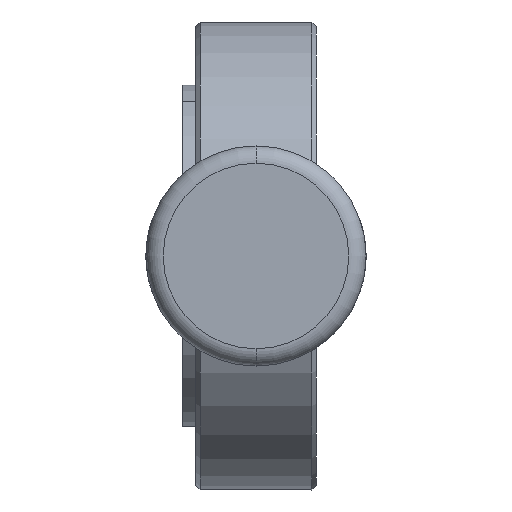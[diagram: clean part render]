
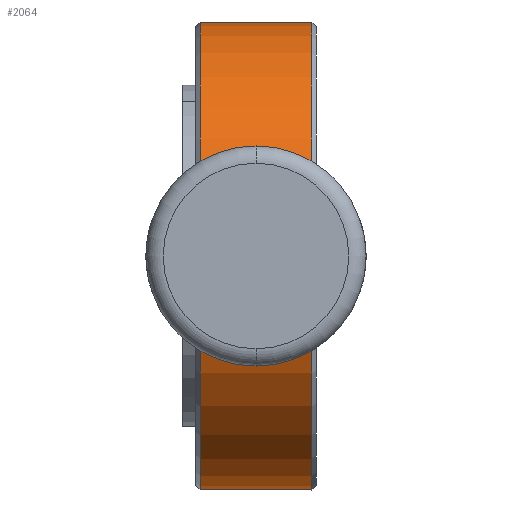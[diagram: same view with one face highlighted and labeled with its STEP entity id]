
A CAD part, front view. The second image highlights one B-rep face of the part: STEP entity #2064.
In plain terms, the highlighted cylindrical face has radius 13.5 mm (diameter 27 mm), a partial arc.
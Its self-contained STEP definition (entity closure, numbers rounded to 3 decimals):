
#32 = CARTESIAN_POINT ( 'NONE',  ( 5.704, -9.565, -30.259 ) ) ;
#42 = CARTESIAN_POINT ( 'NONE',  ( 7.885, -9.474, -28.585 ) ) ;
#88 = CARTESIAN_POINT ( 'NONE',  ( 5.704, -9.565, -30.151 ) ) ;
#108 = DIRECTION ( 'NONE',  ( 0., 0., 1. ) ) ;
#143 = CIRCLE ( 'NONE', #2602, 13.5 ) ;
#151 = LINE ( 'NONE', #189, #3524 ) ;
#175 = ORIENTED_EDGE ( 'NONE', *, *, #1533, .T. ) ;
#189 = CARTESIAN_POINT ( 'NONE',  ( 3.874, 3.935, -43.651 ) ) ;
#241 = EDGE_CURVE ( 'NONE', #949, #3542, #143, .T. ) ;
#303 = CARTESIAN_POINT ( 'NONE',  ( 7.569, -9.465, -28.511 ) ) ;
#320 = CARTESIAN_POINT ( 'NONE',  ( 7.138, -9.465, -31.79 ) ) ;
#399 = DIRECTION ( 'NONE',  ( 0., 0., 1. ) ) ;
#502 = VECTOR ( 'NONE', #793, 1000. ) ;
#592 = EDGE_CURVE ( 'NONE', #2456, #3416, #2698, .T. ) ;
#624 = CARTESIAN_POINT ( 'NONE',  ( 6.926, -9.47, -28.554 ) ) ;
#628 = CARTESIAN_POINT ( 'NONE',  ( 5.715, -9.563, -30.369 ) ) ;
#639 = FACE_OUTER_BOUND ( 'NONE', #3809, .T. ) ;
#656 = CARTESIAN_POINT ( 'NONE',  ( 6.621, -9.483, -28.669 ) ) ;
#668 = CARTESIAN_POINT ( 'NONE',  ( 5.748, -9.559, -29.719 ) ) ;
#793 = DIRECTION ( 'NONE',  ( 1., 0., 0. ) ) ;
#949 = VERTEX_POINT ( 'NONE', #1993 ) ;
#961 = CARTESIAN_POINT ( 'NONE',  ( 6.624, -9.483, -31.634 ) ) ;
#983 = CARTESIAN_POINT ( 'NONE',  ( 8.994, -9.563, -30.367 ) ) ;
#994 = CARTESIAN_POINT ( 'NONE',  ( 5.912, -9.541, -29.321 ) ) ;
#1042 = ORIENTED_EDGE ( 'NONE', *, *, #592, .T. ) ;
#1062 = B_SPLINE_CURVE_WITH_KNOTS ( 'NONE', 3,
 ( #2241, #3534, #983, #2297, #1338, #2612, #1637, #2951, #3654, #2665, #3611, #1659, #4005, #1648, #320, #1992, #1979, #961, #2637, #3623, #3329, #3304, #1680, #2984, #3991, #3293, #3011, #628, #32, #1324 ),
 .UNSPECIFIED., .F., .F.,
 ( 4, 2, 2, 2, 2, 2, 2, 2, 2, 2, 2, 2, 2, 2, 4 ),
 ( 0., 0., 0.001, 0.001, 0.001, 0.002, 0.003, 0.003, 0.003, 0.004, 0.004, 0.004, 0.005, 0.005, 0.005 ),
 .UNSPECIFIED. ) ;
#1079 = CARTESIAN_POINT ( 'NONE',  ( 4.124, 3.935, -30.151 ) ) ;
#1143 = ORIENTED_EDGE ( 'NONE', *, *, #2890, .T. ) ;
#1175 = CARTESIAN_POINT ( 'NONE',  ( 10.584, 3.935, -16.651 ) ) ;
#1324 = CARTESIAN_POINT ( 'NONE',  ( 5.704, -9.565, -30.151 ) ) ;
#1333 = CARTESIAN_POINT ( 'NONE',  ( 6.821, -9.474, -28.586 ) ) ;
#1338 = CARTESIAN_POINT ( 'NONE',  ( 8.92, -9.554, -30.683 ) ) ;
#1346 = CARTESIAN_POINT ( 'NONE',  ( 9.004, -9.565, -29.933 ) ) ;
#1533 = EDGE_CURVE ( 'NONE', #2659, #1662, #3796, .T. ) ;
#1558 = DIRECTION ( 'NONE',  ( 1., 0., 0. ) ) ;
#1607 = CARTESIAN_POINT ( 'NONE',  ( 7.462, -9.463, -28.501 ) ) ;
#1612 = AXIS2_PLACEMENT_3D ( 'NONE', #1079, #2734, #399 ) ;
#1637 = CARTESIAN_POINT ( 'NONE',  ( 8.786, -9.54, -30.978 ) ) ;
#1648 = CARTESIAN_POINT ( 'NONE',  ( 7.248, -9.463, -31.801 ) ) ;
#1654 = CARTESIAN_POINT ( 'NONE',  ( 7.244, -9.463, -28.501 ) ) ;
#1659 = CARTESIAN_POINT ( 'NONE',  ( 7.788, -9.469, -31.757 ) ) ;
#1662 = VERTEX_POINT ( 'NONE', #3771 ) ;
#1677 = CARTESIAN_POINT ( 'NONE',  ( 8.085, -9.483, -28.668 ) ) ;
#1680 = CARTESIAN_POINT ( 'NONE',  ( 6.043, -9.527, -31.158 ) ) ;
#1688 = CARTESIAN_POINT ( 'NONE',  ( 8.444, -9.507, -28.907 ) ) ;
#1767 = EDGE_CURVE ( 'NONE', #1662, #949, #151, .T. ) ;
#1933 = CARTESIAN_POINT ( 'NONE',  ( 7.78, -9.47, -28.553 ) ) ;
#1949 = LINE ( 'NONE', #2132, #502 ) ;
#1962 = AXIS2_PLACEMENT_3D ( 'NONE', #2696, #2683, #3307 ) ;
#1979 = CARTESIAN_POINT ( 'NONE',  ( 6.824, -9.474, -31.717 ) ) ;
#1992 = CARTESIAN_POINT ( 'NONE',  ( 6.926, -9.47, -31.748 ) ) ;
#1993 = CARTESIAN_POINT ( 'NONE',  ( 10.584, 3.935, -43.651 ) ) ;
#2064 = ADVANCED_FACE ( 'NONE', ( #639, #4203 ), #3528, .T. ) ;
#2092 = CARTESIAN_POINT ( 'NONE',  ( 4.124, 3.935, -16.651 ) ) ;
#2132 = CARTESIAN_POINT ( 'NONE',  ( 3.874, 3.935, -16.651 ) ) ;
#2241 = CARTESIAN_POINT ( 'NONE',  ( 9.004, -9.565, -30.151 ) ) ;
#2274 = CARTESIAN_POINT ( 'NONE',  ( 6.035, -9.527, -29.137 ) ) ;
#2297 = CARTESIAN_POINT ( 'NONE',  ( 8.952, -9.558, -30.578 ) ) ;
#2343 = CARTESIAN_POINT ( 'NONE',  ( 9.004, -9.565, -30.151 ) ) ;
#2405 = DIRECTION ( 'NONE',  ( -1., 0., 0. ) ) ;
#2450 = ORIENTED_EDGE ( 'NONE', *, *, #1767, .T. ) ;
#2456 = VERTEX_POINT ( 'NONE', #88 ) ;
#2602 = AXIS2_PLACEMENT_3D ( 'NONE', #3104, #2405, #108 ) ;
#2612 = CARTESIAN_POINT ( 'NONE',  ( 8.837, -9.545, -30.883 ) ) ;
#2634 = CARTESIAN_POINT ( 'NONE',  ( 6.263, -9.508, -28.909 ) ) ;
#2637 = CARTESIAN_POINT ( 'NONE',  ( 6.527, -9.489, -31.583 ) ) ;
#2659 = VERTEX_POINT ( 'NONE', #2092 ) ;
#2665 = CARTESIAN_POINT ( 'NONE',  ( 8.369, -9.501, -31.47 ) ) ;
#2683 = DIRECTION ( 'NONE',  ( 1., 0., 0. ) ) ;
#2696 = CARTESIAN_POINT ( 'NONE',  ( 3.874, 3.935, -30.151 ) ) ;
#2698 = B_SPLINE_CURVE_WITH_KNOTS ( 'NONE', 3,
 ( #3007, #4264, #668, #994, #2274, #2634, #2961, #3311, #656, #1333, #624, #3649, #1654, #1607, #303, #1933, #42, #1677, #3683, #3338, #1688, #3324, #3664, #4002, #1346, #2343 ),
 .UNSPECIFIED., .F., .F.,
 ( 4, 2, 2, 2, 2, 2, 2, 2, 2, 2, 2, 2, 4 ),
 ( 0.005, 0.006, 0.006, 0.007, 0.007, 0.007, 0.008, 0.008, 0.008, 0.009, 0.009, 0.01, 0.01 ),
 .UNSPECIFIED. ) ;
#2734 = DIRECTION ( 'NONE',  ( 1., 0., 0. ) ) ;
#2890 = EDGE_CURVE ( 'NONE', #3416, #2456, #1062, .T. ) ;
#2951 = CARTESIAN_POINT ( 'NONE',  ( 8.667, -9.527, -31.157 ) ) ;
#2961 = CARTESIAN_POINT ( 'NONE',  ( 6.347, -9.501, -28.839 ) ) ;
#2984 = CARTESIAN_POINT ( 'NONE',  ( 5.923, -9.539, -30.979 ) ) ;
#3007 = CARTESIAN_POINT ( 'NONE',  ( 5.704, -9.565, -30.151 ) ) ;
#3011 = CARTESIAN_POINT ( 'NONE',  ( 5.758, -9.558, -30.58 ) ) ;
#3069 = EDGE_LOOP ( 'NONE', ( #1143, #1042 ) ) ;
#3104 = CARTESIAN_POINT ( 'NONE',  ( 10.584, 3.935, -30.151 ) ) ;
#3293 = CARTESIAN_POINT ( 'NONE',  ( 5.789, -9.554, -30.683 ) ) ;
#3304 = CARTESIAN_POINT ( 'NONE',  ( 6.111, -9.521, -31.241 ) ) ;
#3307 = DIRECTION ( 'NONE',  ( 0., 0., -1. ) ) ;
#3311 = CARTESIAN_POINT ( 'NONE',  ( 6.526, -9.489, -28.72 ) ) ;
#3316 = ORIENTED_EDGE ( 'NONE', *, *, #3745, .F. ) ;
#3324 = CARTESIAN_POINT ( 'NONE',  ( 8.672, -9.527, -29.135 ) ) ;
#3329 = CARTESIAN_POINT ( 'NONE',  ( 6.265, -9.507, -31.395 ) ) ;
#3338 = CARTESIAN_POINT ( 'NONE',  ( 8.359, -9.501, -28.838 ) ) ;
#3416 = VERTEX_POINT ( 'NONE', #4070 ) ;
#3524 = VECTOR ( 'NONE', #1558, 1000. ) ;
#3528 = CYLINDRICAL_SURFACE ( 'NONE', #1962, 13.5 ) ;
#3534 = CARTESIAN_POINT ( 'NONE',  ( 9.004, -9.565, -30.26 ) ) ;
#3542 = VERTEX_POINT ( 'NONE', #1175 ) ;
#3611 = CARTESIAN_POINT ( 'NONE',  ( 8.185, -9.488, -31.593 ) ) ;
#3623 = CARTESIAN_POINT ( 'NONE',  ( 6.349, -9.501, -31.463 ) ) ;
#3649 = CARTESIAN_POINT ( 'NONE',  ( 7.137, -9.465, -28.512 ) ) ;
#3654 = CARTESIAN_POINT ( 'NONE',  ( 8.597, -9.521, -31.242 ) ) ;
#3664 = CARTESIAN_POINT ( 'NONE',  ( 8.795, -9.54, -29.319 ) ) ;
#3683 = CARTESIAN_POINT ( 'NONE',  ( 8.18, -9.489, -28.718 ) ) ;
#3745 = EDGE_CURVE ( 'NONE', #2659, #3542, #1949, .T. ) ;
#3771 = CARTESIAN_POINT ( 'NONE',  ( 4.124, 3.935, -43.651 ) ) ;
#3796 = CIRCLE ( 'NONE', #1612, 13.5 ) ;
#3809 = EDGE_LOOP ( 'NONE', ( #3316, #175, #2450, #4067 ) ) ;
#3991 = CARTESIAN_POINT ( 'NONE',  ( 5.872, -9.545, -30.883 ) ) ;
#4002 = CARTESIAN_POINT ( 'NONE',  ( 8.96, -9.559, -29.716 ) ) ;
#4005 = CARTESIAN_POINT ( 'NONE',  ( 7.571, -9.463, -31.801 ) ) ;
#4067 = ORIENTED_EDGE ( 'NONE', *, *, #241, .T. ) ;
#4070 = CARTESIAN_POINT ( 'NONE',  ( 9.004, -9.565, -30.151 ) ) ;
#4203 = FACE_BOUND ( 'NONE', #3069, .T. ) ;
#4264 = CARTESIAN_POINT ( 'NONE',  ( 5.704, -9.565, -29.936 ) ) ;
